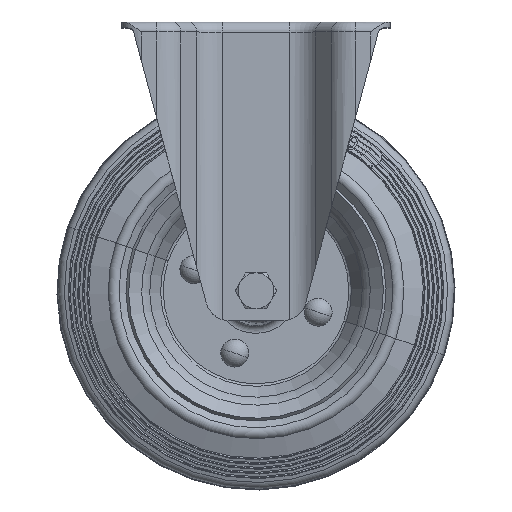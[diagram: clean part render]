
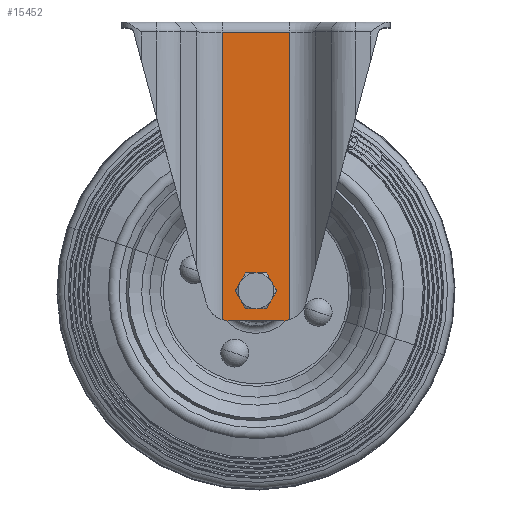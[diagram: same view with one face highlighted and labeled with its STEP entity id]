
A CAD part, top view. The second image highlights one B-rep face of the part: STEP entity #15452.
In plain terms, the highlighted planar face has unit normal (0, 0, 1).
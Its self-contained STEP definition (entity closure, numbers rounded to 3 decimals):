
#16 = LINE ( 'NONE', #11064, #16138 ) ;
#77 = DIRECTION ( 'NONE',  ( 1., 0., 0. ) ) ;
#348 = CARTESIAN_POINT ( 'NONE',  ( 0., -135., 34. ) ) ;
#616 = AXIS2_PLACEMENT_3D ( 'NONE', #7853, #18838, #9418 ) ;
#884 = VERTEX_POINT ( 'NONE', #3874 ) ;
#1012 = CARTESIAN_POINT ( 'NONE',  ( 25., -5., 34. ) ) ;
#1443 = DIRECTION ( 'NONE',  ( -1., 0., 0. ) ) ;
#1600 = ORIENTED_EDGE ( 'NONE', *, *, #5189, .T. ) ;
#1800 = EDGE_CURVE ( 'NONE', #19406, #16979, #6454, .T. ) ;
#1809 = VERTEX_POINT ( 'NONE', #6145 ) ;
#1947 = DIRECTION ( 'NONE',  ( 1., 0., 0. ) ) ;
#2295 = CIRCLE ( 'NONE', #4093, 6.25 ) ;
#2306 = EDGE_CURVE ( 'NONE', #14544, #7701, #17914, .T. ) ;
#2907 = DIRECTION ( 'NONE',  ( 0., 0., 1. ) ) ;
#3092 = CIRCLE ( 'NONE', #19916, 12. ) ;
#3547 = ORIENTED_EDGE ( 'NONE', *, *, #1800, .T. ) ;
#3874 = CARTESIAN_POINT ( 'NONE',  ( 6.25, -135., 34. ) ) ;
#4019 = ORIENTED_EDGE ( 'NONE', *, *, #16587, .F. ) ;
#4093 = AXIS2_PLACEMENT_3D ( 'NONE', #348, #11210, #1947 ) ;
#5048 = VECTOR ( 'NONE', #16919, 1000. ) ;
#5189 = EDGE_CURVE ( 'NONE', #8570, #19406, #9152, .T. ) ;
#5242 = CARTESIAN_POINT ( 'NONE',  ( -17.023, -149.443, 34. ) ) ;
#5803 = FACE_OUTER_BOUND ( 'NONE', #19021, .T. ) ;
#6145 = CARTESIAN_POINT ( 'NONE',  ( -6.25, -135., 34. ) ) ;
#6454 = LINE ( 'NONE', #1012, #14747 ) ;
#7190 = CARTESIAN_POINT ( 'NONE',  ( -13.409, -150., 34. ) ) ;
#7701 = VERTEX_POINT ( 'NONE', #17005 ) ;
#7853 = CARTESIAN_POINT ( 'NONE',  ( 13.409, -138., 34. ) ) ;
#8167 = EDGE_CURVE ( 'NONE', #7701, #8570, #10142, .T. ) ;
#8326 = CARTESIAN_POINT ( 'NONE',  ( 0., -135., 34. ) ) ;
#8570 = VERTEX_POINT ( 'NONE', #10819 ) ;
#9119 = ORIENTED_EDGE ( 'NONE', *, *, #12892, .T. ) ;
#9152 = LINE ( 'NONE', #16515, #5048 ) ;
#9355 = CIRCLE ( 'NONE', #19915, 6.25 ) ;
#9400 = DIRECTION ( 'NONE',  ( 0., 0., 1. ) ) ;
#9418 = DIRECTION ( 'NONE',  ( 1., 0., 0. ) ) ;
#9510 = DIRECTION ( 'NONE',  ( 0., -1., 0. ) ) ;
#9881 = DIRECTION ( 'NONE',  ( 1., 0., 0. ) ) ;
#10053 = ORIENTED_EDGE ( 'NONE', *, *, #2306, .T. ) ;
#10142 = CIRCLE ( 'NONE', #616, 12. ) ;
#10628 = CARTESIAN_POINT ( 'NONE',  ( 25., -150., 34. ) ) ;
#10814 = CARTESIAN_POINT ( 'NONE',  ( -17.023, -5., 34. ) ) ;
#10819 = CARTESIAN_POINT ( 'NONE',  ( 17.023, -149.443, 34. ) ) ;
#11053 = ORIENTED_EDGE ( 'NONE', *, *, #11156, .T. ) ;
#11064 = CARTESIAN_POINT ( 'NONE',  ( -17.023, -150., 34. ) ) ;
#11156 = EDGE_CURVE ( 'NONE', #11933, #14544, #3092, .T. ) ;
#11210 = DIRECTION ( 'NONE',  ( 0., 0., 1. ) ) ;
#11933 = VERTEX_POINT ( 'NONE', #5242 ) ;
#12185 = CARTESIAN_POINT ( 'NONE',  ( -13.409, -138., 34. ) ) ;
#12892 = EDGE_CURVE ( 'NONE', #16979, #11933, #16, .T. ) ;
#13338 = EDGE_LOOP ( 'NONE', ( #19375, #4019 ) ) ;
#13591 = FACE_BOUND ( 'NONE', #13338, .T. ) ;
#13726 = VECTOR ( 'NONE', #15337, 1000. ) ;
#13775 = DIRECTION ( 'NONE',  ( 1., 0., 0. ) ) ;
#14544 = VERTEX_POINT ( 'NONE', #7190 ) ;
#14747 = VECTOR ( 'NONE', #1443, 1000. ) ;
#15337 = DIRECTION ( 'NONE',  ( 1., 0., 0. ) ) ;
#15452 = ADVANCED_FACE ( 'NONE', ( #13591, #5803 ), #17239, .T. ) ;
#16138 = VECTOR ( 'NONE', #9510, 1000. ) ;
#16227 = ORIENTED_EDGE ( 'NONE', *, *, #8167, .T. ) ;
#16515 = CARTESIAN_POINT ( 'NONE',  ( 17.023, 0., 34. ) ) ;
#16587 = EDGE_CURVE ( 'NONE', #884, #1809, #9355, .T. ) ;
#16919 = DIRECTION ( 'NONE',  ( 0., 1., 0. ) ) ;
#16979 = VERTEX_POINT ( 'NONE', #10814 ) ;
#17005 = CARTESIAN_POINT ( 'NONE',  ( 13.409, -150., 34. ) ) ;
#17108 = EDGE_CURVE ( 'NONE', #1809, #884, #2295, .T. ) ;
#17239 = PLANE ( 'NONE',  #20164 ) ;
#17914 = LINE ( 'NONE', #10628, #13726 ) ;
#18231 = CARTESIAN_POINT ( 'NONE',  ( 17.023, -5., 34. ) ) ;
#18820 = CARTESIAN_POINT ( 'NONE',  ( 25., -150., 34. ) ) ;
#18838 = DIRECTION ( 'NONE',  ( 0., 0., 1. ) ) ;
#19021 = EDGE_LOOP ( 'NONE', ( #10053, #16227, #1600, #3547, #9119, #11053 ) ) ;
#19303 = DIRECTION ( 'NONE',  ( 0., 0., 1. ) ) ;
#19375 = ORIENTED_EDGE ( 'NONE', *, *, #17108, .F. ) ;
#19406 = VERTEX_POINT ( 'NONE', #18231 ) ;
#19915 = AXIS2_PLACEMENT_3D ( 'NONE', #8326, #19303, #9881 ) ;
#19916 = AXIS2_PLACEMENT_3D ( 'NONE', #12185, #2907, #13775 ) ;
#20164 = AXIS2_PLACEMENT_3D ( 'NONE', #18820, #9400, #77 ) ;
